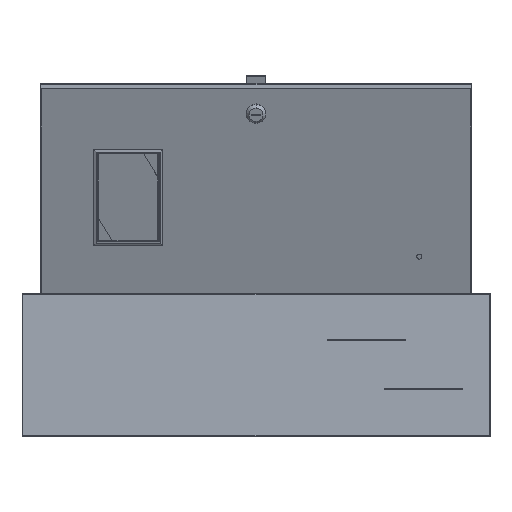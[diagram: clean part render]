
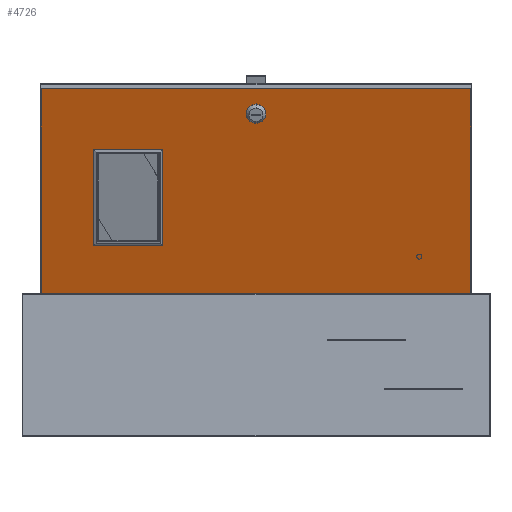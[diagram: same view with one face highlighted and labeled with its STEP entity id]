
A CAD part, left-side view. The second image highlights one B-rep face of the part: STEP entity #4726.
In plain terms, the highlighted face is planar.
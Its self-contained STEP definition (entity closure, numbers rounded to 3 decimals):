
#105 = LINE ( 'NONE', #15364, #15168 ) ;
#221 = ORIENTED_EDGE ( 'NONE', *, *, #8009, .T. ) ;
#287 = CARTESIAN_POINT ( 'NONE',  ( -102.5, 0., 0. ) ) ;
#608 = FACE_BOUND ( 'NONE', #3080, .T. ) ;
#916 = LINE ( 'NONE', #1889, #1437 ) ;
#941 = FACE_OUTER_BOUND ( 'NONE', #17368, .T. ) ;
#1264 = ORIENTED_EDGE ( 'NONE', *, *, #1567, .T. ) ;
#1437 = VECTOR ( 'NONE', #12939, 1000. ) ;
#1567 = EDGE_CURVE ( 'NONE', #19335, #14122, #916, .T. ) ;
#1638 = CARTESIAN_POINT ( 'NONE',  ( -91., 0., 0. ) ) ;
#1827 = EDGE_CURVE ( 'NONE', #10016, #2968, #13928, .T. ) ;
#1889 = CARTESIAN_POINT ( 'NONE',  ( -133.5, 248.5, 0. ) ) ;
#2851 = CARTESIAN_POINT ( 'NONE',  ( 133.5, -248.5, 0. ) ) ;
#2864 = DIRECTION ( 'NONE',  ( 0., 0., 1. ) ) ;
#2968 = VERTEX_POINT ( 'NONE', #3710 ) ;
#3080 = EDGE_LOOP ( 'NONE', ( #7468, #6686 ) ) ;
#3158 = CARTESIAN_POINT ( 'NONE',  ( -114., 0., 0. ) ) ;
#3185 = VERTEX_POINT ( 'NONE', #1638 ) ;
#3464 = CIRCLE ( 'NONE', #19587, 11.5 ) ;
#3710 = CARTESIAN_POINT ( 'NONE',  ( 55., -183.5, 0. ) ) ;
#3809 = LINE ( 'NONE', #19351, #16999 ) ;
#4179 = LINE ( 'NONE', #11491, #12636 ) ;
#4726 = ADVANCED_FACE ( 'NONE', ( #13886, #608, #941 ), #12019, .T. ) ;
#4781 = LINE ( 'NONE', #14911, #15159 ) ;
#4926 = EDGE_CURVE ( 'NONE', #13793, #8473, #4781, .T. ) ;
#5005 = VERTEX_POINT ( 'NONE', #13644 ) ;
#5050 = DIRECTION ( 'NONE',  ( 1., 0., 0. ) ) ;
#5929 = EDGE_CURVE ( 'NONE', #7924, #19335, #8991, .T. ) ;
#5983 = LINE ( 'NONE', #17106, #14231 ) ;
#6686 = ORIENTED_EDGE ( 'NONE', *, *, #17871, .F. ) ;
#7283 = DIRECTION ( 'NONE',  ( 0., 0., 1. ) ) ;
#7341 = DIRECTION ( 'NONE',  ( -1., 0., 0. ) ) ;
#7468 = ORIENTED_EDGE ( 'NONE', *, *, #12632, .F. ) ;
#7552 = EDGE_LOOP ( 'NONE', ( #10420, #10620, #12861, #16096 ) ) ;
#7777 = VERTEX_POINT ( 'NONE', #3158 ) ;
#7924 = VERTEX_POINT ( 'NONE', #2851 ) ;
#8009 = EDGE_CURVE ( 'NONE', #14122, #5005, #3809, .T. ) ;
#8356 = DIRECTION ( 'NONE',  ( 0., 1., 0. ) ) ;
#8472 = CARTESIAN_POINT ( 'NONE',  ( 133.5, 248.5, 0. ) ) ;
#8473 = VERTEX_POINT ( 'NONE', #12464 ) ;
#8544 = DIRECTION ( 'NONE',  ( 1., 0., 0. ) ) ;
#8547 = CARTESIAN_POINT ( 'NONE',  ( 0., 0., 0. ) ) ;
#8691 = VECTOR ( 'NONE', #18097, 1000. ) ;
#8954 = DIRECTION ( 'NONE',  ( 0., -1., 0. ) ) ;
#8991 = LINE ( 'NONE', #9305, #13512 ) ;
#9305 = CARTESIAN_POINT ( 'NONE',  ( 133.5, 248.5, 0. ) ) ;
#10016 = VERTEX_POINT ( 'NONE', #12957 ) ;
#10420 = ORIENTED_EDGE ( 'NONE', *, *, #13839, .F. ) ;
#10620 = ORIENTED_EDGE ( 'NONE', *, *, #4926, .F. ) ;
#11491 = CARTESIAN_POINT ( 'NONE',  ( -55., -111.5, 0. ) ) ;
#12019 = PLANE ( 'NONE',  #17117 ) ;
#12464 = CARTESIAN_POINT ( 'NONE',  ( -55., -111.5, 0. ) ) ;
#12605 = ORIENTED_EDGE ( 'NONE', *, *, #17614, .T. ) ;
#12632 = EDGE_CURVE ( 'NONE', #3185, #7777, #18144, .T. ) ;
#12636 = VECTOR ( 'NONE', #8954, 1000. ) ;
#12861 = ORIENTED_EDGE ( 'NONE', *, *, #19045, .F. ) ;
#12939 = DIRECTION ( 'NONE',  ( -1., 0., 0. ) ) ;
#12957 = CARTESIAN_POINT ( 'NONE',  ( -55., -183.5, 0. ) ) ;
#12992 = CARTESIAN_POINT ( 'NONE',  ( -55., -183.5, 0. ) ) ;
#13512 = VECTOR ( 'NONE', #8356, 1000. ) ;
#13644 = CARTESIAN_POINT ( 'NONE',  ( -133.5, -248.5, 0. ) ) ;
#13724 = AXIS2_PLACEMENT_3D ( 'NONE', #18070, #7283, #18378 ) ;
#13793 = VERTEX_POINT ( 'NONE', #16873 ) ;
#13839 = EDGE_CURVE ( 'NONE', #8473, #10016, #4179, .T. ) ;
#13886 = FACE_BOUND ( 'NONE', #7552, .T. ) ;
#13902 = DIRECTION ( 'NONE',  ( 1., 0., 0. ) ) ;
#13928 = LINE ( 'NONE', #12992, #8691 ) ;
#14122 = VERTEX_POINT ( 'NONE', #14990 ) ;
#14231 = VECTOR ( 'NONE', #8544, 1000. ) ;
#14385 = DIRECTION ( 'NONE',  ( 0., 1., 0. ) ) ;
#14889 = DIRECTION ( 'NONE',  ( 0., -1., 0. ) ) ;
#14911 = CARTESIAN_POINT ( 'NONE',  ( -55., -111.5, 0. ) ) ;
#14990 = CARTESIAN_POINT ( 'NONE',  ( -133.5, 248.5, 0. ) ) ;
#15159 = VECTOR ( 'NONE', #7341, 1000. ) ;
#15168 = VECTOR ( 'NONE', #14385, 1000. ) ;
#15364 = CARTESIAN_POINT ( 'NONE',  ( 55., -111.5, 0. ) ) ;
#16096 = ORIENTED_EDGE ( 'NONE', *, *, #1827, .F. ) ;
#16873 = CARTESIAN_POINT ( 'NONE',  ( 55., -111.5, 0. ) ) ;
#16999 = VECTOR ( 'NONE', #14889, 1000. ) ;
#17106 = CARTESIAN_POINT ( 'NONE',  ( -133.5, -248.5, 0. ) ) ;
#17117 = AXIS2_PLACEMENT_3D ( 'NONE', #8547, #19647, #5050 ) ;
#17368 = EDGE_LOOP ( 'NONE', ( #221, #12605, #18731, #1264 ) ) ;
#17614 = EDGE_CURVE ( 'NONE', #5005, #7924, #5983, .T. ) ;
#17871 = EDGE_CURVE ( 'NONE', #7777, #3185, #3464, .T. ) ;
#18070 = CARTESIAN_POINT ( 'NONE',  ( -102.5, 0., 0. ) ) ;
#18097 = DIRECTION ( 'NONE',  ( 1., 0., 0. ) ) ;
#18144 = CIRCLE ( 'NONE', #13724, 11.5 ) ;
#18378 = DIRECTION ( 'NONE',  ( 1., 0., 0. ) ) ;
#18731 = ORIENTED_EDGE ( 'NONE', *, *, #5929, .T. ) ;
#19045 = EDGE_CURVE ( 'NONE', #2968, #13793, #105, .T. ) ;
#19335 = VERTEX_POINT ( 'NONE', #8472 ) ;
#19351 = CARTESIAN_POINT ( 'NONE',  ( -133.5, 248.5, 0. ) ) ;
#19587 = AXIS2_PLACEMENT_3D ( 'NONE', #287, #2864, #13902 ) ;
#19647 = DIRECTION ( 'NONE',  ( 0., 0., 1. ) ) ;
